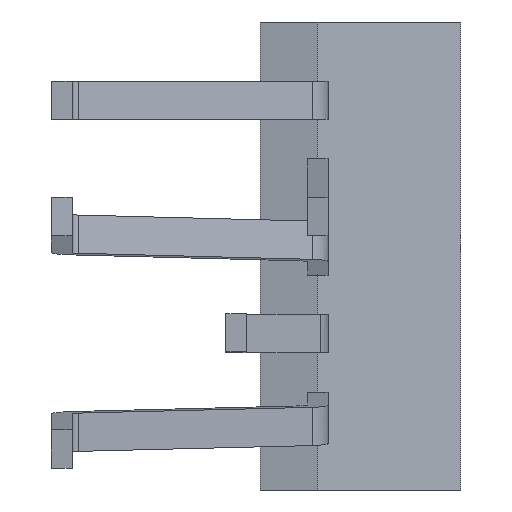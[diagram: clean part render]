
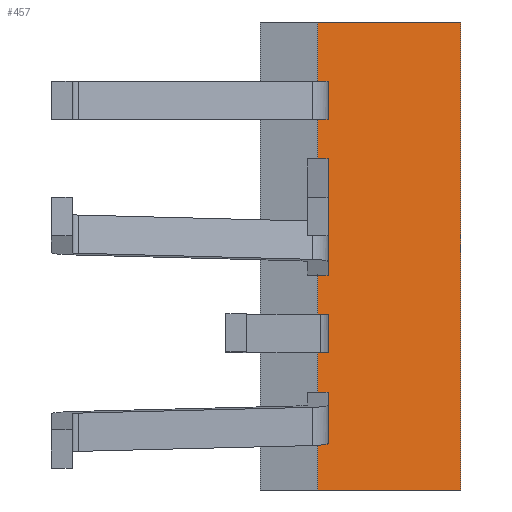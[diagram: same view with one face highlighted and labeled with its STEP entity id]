
A CAD part, front view. The second image highlights one B-rep face of the part: STEP entity #457.
In plain terms, the highlighted free-form (B-spline) face has degree [1, 1] with [2, 2] control points.
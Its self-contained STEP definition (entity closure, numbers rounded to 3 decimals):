
#412=(
BOUNDED_SURFACE()
B_SPLINE_SURFACE(1,1,((#413,#414),(#415,#416)),.UNSPECIFIED.,.F.,.F.,.F.)
B_SPLINE_SURFACE_WITH_KNOTS((2,2),(2,2),(0.000,1.000),(0.000,1.000),.UNSPECIFIED.)
GEOMETRIC_REPRESENTATION_ITEM()
RATIONAL_B_SPLINE_SURFACE(((1.,1.),(1.,1.)))
REPRESENTATION_ITEM('')
SURFACE()
);
#413=CARTESIAN_POINT('',(-3.124,-0.551,0.));
#414=CARTESIAN_POINT('',(-3.124,-0.551,10.224));
#415=CARTESIAN_POINT('',(0.,0.,0.));
#416=CARTESIAN_POINT('',(0.,0.,10.224));
#427=CARTESIAN_POINT('',(-3.124,-0.551,0.));
#428=VERTEX_POINT('',#427);
#429=(
BOUNDED_CURVE()
B_SPLINE_CURVE(1,(#430,#431),.UNSPECIFIED.,.F.,.F.)
B_SPLINE_CURVE_WITH_KNOTS((2,2),(0.000,1.000),.UNSPECIFIED.)
CURVE()
GEOMETRIC_REPRESENTATION_ITEM()
RATIONAL_B_SPLINE_CURVE((1.,1.))
REPRESENTATION_ITEM('')
);
#430=CARTESIAN_POINT('',(-3.124,-0.551,0.));
#431=CARTESIAN_POINT('',(-3.124,-0.551,10.224));
#432=CARTESIAN_POINT('',(-3.124,-0.551,10.224));
#433=VERTEX_POINT('',#432);
#434=EDGE_CURVE('',#428,#433,#429,.T.);
#435=ORIENTED_EDGE('',*,*,#434,.T.);
#436=(
BOUNDED_CURVE()
B_SPLINE_CURVE(1,(#437,#438),.UNSPECIFIED.,.F.,.F.)
B_SPLINE_CURVE_WITH_KNOTS((2,2),(0.000,1.000),.UNSPECIFIED.)
CURVE()
GEOMETRIC_REPRESENTATION_ITEM()
RATIONAL_B_SPLINE_CURVE((1.,1.))
REPRESENTATION_ITEM('')
);
#437=CARTESIAN_POINT('',(-3.124,-0.551,10.224));
#438=CARTESIAN_POINT('',(0.,0.,10.224));
#439=CARTESIAN_POINT('',(0.,0.,10.224));
#440=VERTEX_POINT('',#439);
#441=EDGE_CURVE('',#433,#440,#436,.T.);
#442=ORIENTED_EDGE('',*,*,#441,.T.);
#443=(
BOUNDED_CURVE()
B_SPLINE_CURVE(1,(#444,#445),.UNSPECIFIED.,.F.,.F.)
B_SPLINE_CURVE_WITH_KNOTS((2,2),(0.000,1.000),.UNSPECIFIED.)
CURVE()
GEOMETRIC_REPRESENTATION_ITEM()
RATIONAL_B_SPLINE_CURVE((1.,1.))
REPRESENTATION_ITEM('')
);
#444=CARTESIAN_POINT('',(0.,0.,10.224));
#445=CARTESIAN_POINT('',(0.,0.,0.));
#446=CARTESIAN_POINT('',(0.,0.,0.));
#447=VERTEX_POINT('',#446);
#448=EDGE_CURVE('',#440,#447,#443,.T.);
#449=ORIENTED_EDGE('',*,*,#448,.T.);
#450=(
BOUNDED_CURVE()
B_SPLINE_CURVE(1,(#451,#452),.UNSPECIFIED.,.F.,.F.)
B_SPLINE_CURVE_WITH_KNOTS((2,2),(0.000,1.000),.UNSPECIFIED.)
CURVE()
GEOMETRIC_REPRESENTATION_ITEM()
RATIONAL_B_SPLINE_CURVE((1.,1.))
REPRESENTATION_ITEM('')
);
#451=CARTESIAN_POINT('',(0.,0.,0.));
#452=CARTESIAN_POINT('',(-3.124,-0.551,0.));
#453=EDGE_CURVE('',#447,#428,#450,.T.);
#454=ORIENTED_EDGE('',*,*,#453,.T.);
#455=EDGE_LOOP('',(#435,#442,#449,#454));
#456=FACE_OUTER_BOUND('',#455,.T.);
#457=ADVANCED_FACE('',(#456),#412,.T.);
